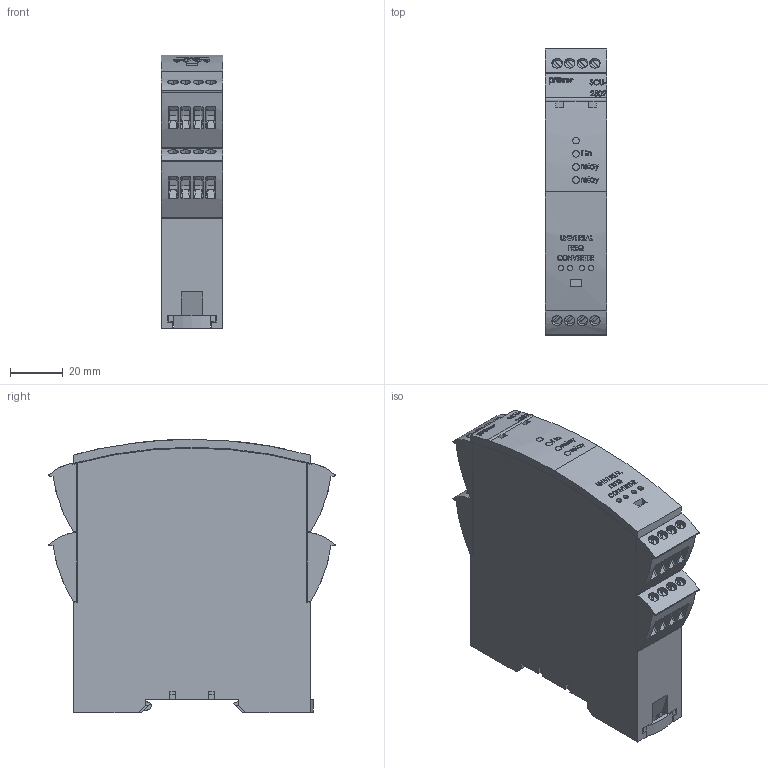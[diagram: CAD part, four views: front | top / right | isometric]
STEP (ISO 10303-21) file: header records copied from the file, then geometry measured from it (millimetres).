
FILE_DESCRIPTION (( 'STEP AP214' ), '1' );
FILE_NAME ('SCU-2502 from 4000_6000_9000 Complete asm nc m1E FP MOD1 fxt.STEP', '2023-02-27T16:40:11', ( '' ), ( '' ), 'SwSTEP 2.0', 'SolidWorks 2021', '' );
FILE_SCHEMA (( 'AUTOMOTIVE_DESIGN' ));
Length unit declared in the file: inch
Products named in the file (1): SCU-2502 from 4000_6000_9000 Complete asm nc m1E FP MOD1 fxt
Bounding box: 23.5 x 109 x 104 mm (x, y, z)
Volume: 218896.8 mm3; surface area: 35771.8 mm2
Topology: 3 solids, 3 shells, 1324 faces, 3589 edges, 2390 vertices
Faces by surface type: plane 750, bspline 321, cylinder 253
Entity records: 68614 total; most frequent: CARTESIAN_POINT 37902, ORIENTED_EDGE 7178, DIRECTION 5000, EDGE_CURVE 3589, VERTEX_POINT 2390, VECTOR 2032, LINE 2032, AXIS2_PLACEMENT_3D 1484
